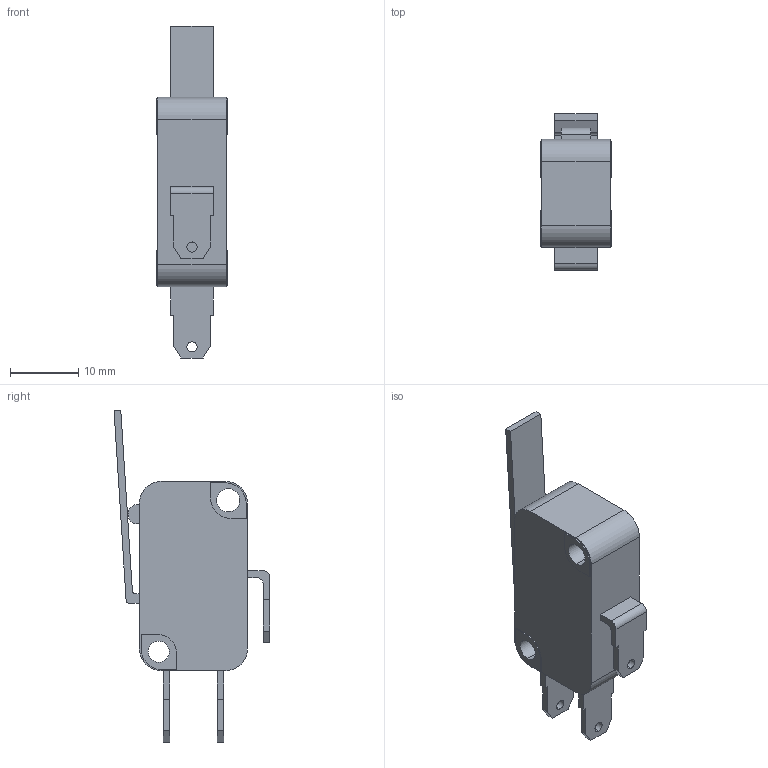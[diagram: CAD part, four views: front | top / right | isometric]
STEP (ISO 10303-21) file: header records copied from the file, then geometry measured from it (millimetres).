
FILE_DESCRIPTION (( 'STEP AP203' ), '1' );
FILE_NAME ('Limit Switch XV-152-1C25.STEP', '2019-10-20T06:38:40', ( '' ), ( '' ), 'SwSTEP 2.0', 'SolidWorks 2019', '' );
FILE_SCHEMA (( 'CONFIG_CONTROL_DESIGN' ));
Length unit declared in the file: millimetre
Products named in the file (1): Limit Switch XV-152-1C25
Bounding box: 10.3 x 22.93 x 48.8 mm (x, y, z)
Volume: 4563.1 mm3; surface area: 2753.2 mm2
Topology: 1 solids, 1 shells, 99 faces, 264 edges, 176 vertices
Faces by surface type: plane 72, cylinder 27
Entity records: 3169 total; most frequent: CARTESIAN_POINT 540, ORIENTED_EDGE 528, DIRECTION 518, EDGE_CURVE 264, LINE 210, VECTOR 210, VERTEX_POINT 176, AXIS2_PLACEMENT_3D 154
